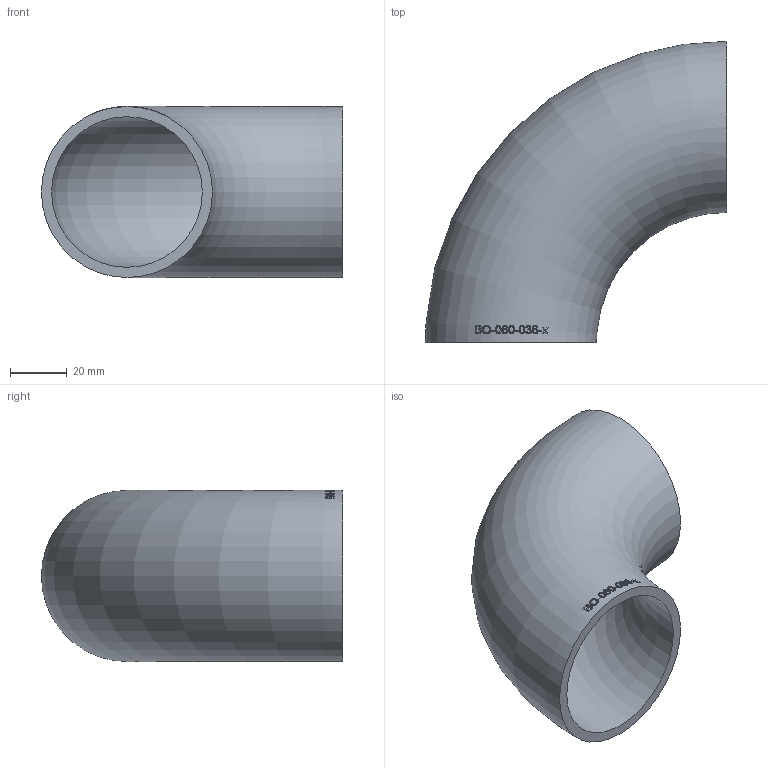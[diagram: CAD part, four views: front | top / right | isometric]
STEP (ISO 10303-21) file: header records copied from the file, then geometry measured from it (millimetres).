
FILE_DESCRIPTION (( 'STEP AP214' ), '1' );
FILE_NAME ('BO-060-036-x Bogen 1911.STEP', '2019-11-04T09:10:25', ( '' ), ( '' ), 'SwSTEP 2.0', 'SolidWorks 2016', '' );
FILE_SCHEMA (( 'AUTOMOTIVE_DESIGN' ));
Length unit declared in the file: millimetre
Products named in the file (1): BO-060-036-x Bogen 1911
Bounding box: 106.15 x 106.15 x 60.3 mm (x, y, z)
Volume: 76551.6 mm3; surface area: 43826.8 mm2
Topology: 1 solids, 1 shells, 157 faces, 409 edges, 273 vertices
Faces by surface type: bspline 94, plane 41, torus 22
Entity records: 9938 total; most frequent: CARTESIAN_POINT 5277, ORIENTED_EDGE 806, EDGE_CURVE 403, VERTEX_POINT 270, DIRECTION 269, B_SPLINE_CURVE_WITH_KNOTS 266, EDGE_LOOP 181, FACE_OUTER_BOUND 159
